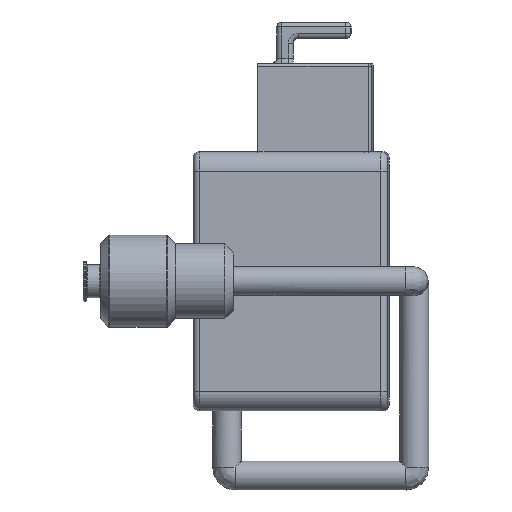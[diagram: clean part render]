
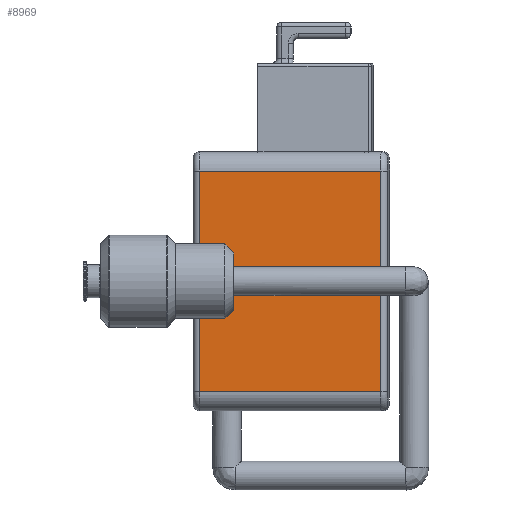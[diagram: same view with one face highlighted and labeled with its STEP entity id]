
A CAD part, left-side view. The second image highlights one B-rep face of the part: STEP entity #8969.
In plain terms, the highlighted face is planar.
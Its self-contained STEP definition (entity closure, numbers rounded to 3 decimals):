
#1131=LINE('',#16774,#1728);
#1145=LINE('',#16858,#1742);
#1158=LINE('',#16917,#1755);
#1161=LINE('',#16931,#1758);
#1728=VECTOR('',#10929,10.);
#1742=VECTOR('',#11011,10.);
#1755=VECTOR('',#11084,10.);
#1758=VECTOR('',#11105,10.);
#2458=FACE_BOUND('',#3201,.T.);
#2630=FACE_OUTER_BOUND('',#3200,.T.);
#3200=EDGE_LOOP('',(#6447,#6448,#6449,#6450));
#3201=EDGE_LOOP('',(#6451));
#3747=ELLIPSE('',#9751,38.741,19.05);
#3881=VERTEX_POINT('',#16759);
#3885=VERTEX_POINT('',#16771);
#3886=VERTEX_POINT('',#16773);
#3906=VERTEX_POINT('',#16856);
#3921=VERTEX_POINT('',#16910);
#4782=EDGE_CURVE('',#3881,#3881,#3747,.T.);
#4789=EDGE_CURVE('',#3885,#3886,#1131,.T.);
#4824=EDGE_CURVE('',#3906,#3885,#1145,.T.);
#4854=EDGE_CURVE('',#3886,#3921,#1158,.T.);
#4861=EDGE_CURVE('',#3921,#3906,#1161,.T.);
#6447=ORIENTED_EDGE('',*,*,#4824,.F.);
#6448=ORIENTED_EDGE('',*,*,#4861,.F.);
#6449=ORIENTED_EDGE('',*,*,#4854,.F.);
#6450=ORIENTED_EDGE('',*,*,#4789,.F.);
#6451=ORIENTED_EDGE('',*,*,#4782,.T.);
#8705=PLANE('',#9830);
#8969=ADVANCED_FACE('',(#2630,#2458),#8705,.T.);
#9751=AXIS2_PLACEMENT_3D('',#16760,#10914,#10915);
#9830=AXIS2_PLACEMENT_3D('',#16932,#11106,#11107);
#10914=DIRECTION('center_axis',(0.,1.,0.));
#10915=DIRECTION('ref_axis',(0.,0.,-1.));
#10929=DIRECTION('',(0.,0.,-1.));
#11011=DIRECTION('',(1.,0.,0.));
#11084=DIRECTION('',(-1.,0.,0.));
#11105=DIRECTION('',(0.,0.,1.));
#11106=DIRECTION('center_axis',(0.,-1.,0.));
#11107=DIRECTION('ref_axis',(1.,0.,0.));
#16759=CARTESIAN_POINT('',(-175.,-25.,278.741));
#16760=CARTESIAN_POINT('Origin',(-175.,-25.,240.));
#16771=CARTESIAN_POINT('',(-5.,-25.,290.));
#16773=CARTESIAN_POINT('',(-5.,-25.,10.));
#16774=CARTESIAN_POINT('',(-5.,-25.,0.));
#16856=CARTESIAN_POINT('',(-345.,-25.,290.));
#16858=CARTESIAN_POINT('',(-275.,-25.,290.));
#16910=CARTESIAN_POINT('',(-345.,-25.,10.));
#16917=CARTESIAN_POINT('',(-275.,-25.,10.));
#16931=CARTESIAN_POINT('',(-345.,-25.,0.));
#16932=CARTESIAN_POINT('Origin',(-375.,-25.,0.));
